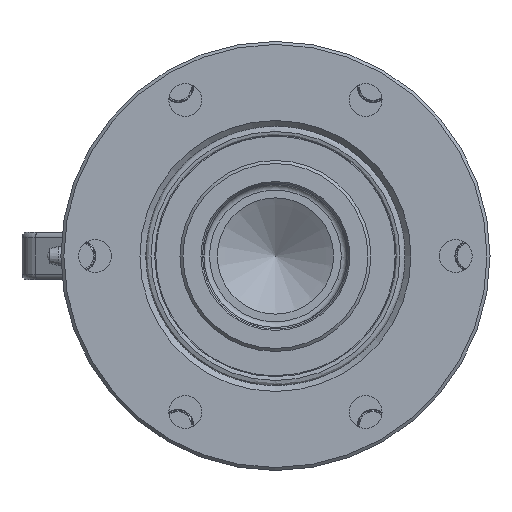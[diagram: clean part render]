
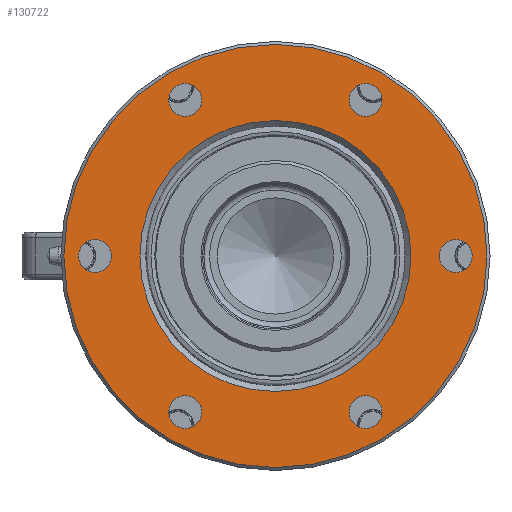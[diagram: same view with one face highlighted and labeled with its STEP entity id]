
A CAD part, left-side view. The second image highlights one B-rep face of the part: STEP entity #130722.
In plain terms, the highlighted planar face has unit normal (-1, 0, 0).
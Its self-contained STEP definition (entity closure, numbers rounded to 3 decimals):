
#2192=FACE_BOUND('',#48946,.T.);
#2193=FACE_BOUND('',#48947,.T.);
#2194=FACE_BOUND('',#48948,.T.);
#2195=FACE_BOUND('',#48949,.T.);
#2196=FACE_BOUND('',#48950,.T.);
#2197=FACE_BOUND('',#48951,.T.);
#2198=FACE_BOUND('',#48952,.T.);
#35003=PLANE('',#137422);
#41730=FACE_OUTER_BOUND('',#48945,.T.);
#48945=EDGE_LOOP('',(#108370));
#48946=EDGE_LOOP('',(#108371));
#48947=EDGE_LOOP('',(#108372));
#48948=EDGE_LOOP('',(#108373));
#48949=EDGE_LOOP('',(#108374));
#48950=EDGE_LOOP('',(#108375));
#48951=EDGE_LOOP('',(#108376));
#48952=EDGE_LOOP('',(#108377));
#51738=CIRCLE('',#137386,72.185);
#51742=CIRCLE('',#137393,8.75);
#51744=CIRCLE('',#137396,8.75);
#51746=CIRCLE('',#137399,8.75);
#51748=CIRCLE('',#137402,8.75);
#51750=CIRCLE('',#137405,8.75);
#51752=CIRCLE('',#137408,8.75);
#51761=CIRCLE('',#137423,112.7);
#61618=VERTEX_POINT('',#209825);
#61619=VERTEX_POINT('',#209834);
#61621=VERTEX_POINT('',#209840);
#61623=VERTEX_POINT('',#209846);
#61625=VERTEX_POINT('',#209852);
#61627=VERTEX_POINT('',#209858);
#61629=VERTEX_POINT('',#209864);
#61637=VERTEX_POINT('',#209891);
#77710=EDGE_CURVE('',#61618,#61618,#51738,.T.);
#77714=EDGE_CURVE('',#61619,#61619,#51742,.T.);
#77717=EDGE_CURVE('',#61621,#61621,#51744,.T.);
#77720=EDGE_CURVE('',#61623,#61623,#51746,.T.);
#77723=EDGE_CURVE('',#61625,#61625,#51748,.T.);
#77726=EDGE_CURVE('',#61627,#61627,#51750,.T.);
#77729=EDGE_CURVE('',#61629,#61629,#51752,.T.);
#77742=EDGE_CURVE('',#61637,#61637,#51761,.T.);
#108370=ORIENTED_EDGE('',*,*,#77742,.F.);
#108371=ORIENTED_EDGE('',*,*,#77710,.T.);
#108372=ORIENTED_EDGE('',*,*,#77714,.T.);
#108373=ORIENTED_EDGE('',*,*,#77717,.T.);
#108374=ORIENTED_EDGE('',*,*,#77720,.T.);
#108375=ORIENTED_EDGE('',*,*,#77723,.T.);
#108376=ORIENTED_EDGE('',*,*,#77726,.T.);
#108377=ORIENTED_EDGE('',*,*,#77729,.T.);
#130722=ADVANCED_FACE('',(#41730,#2192,#2193,#2194,#2195,#2196,#2197,#2198),
#35003,.T.);
#137386=AXIS2_PLACEMENT_3D('',#209827,#158216,#158217);
#137393=AXIS2_PLACEMENT_3D('',#209835,#158230,#158231);
#137396=AXIS2_PLACEMENT_3D('',#209841,#158237,#158238);
#137399=AXIS2_PLACEMENT_3D('',#209847,#158244,#158245);
#137402=AXIS2_PLACEMENT_3D('',#209853,#158251,#158252);
#137405=AXIS2_PLACEMENT_3D('',#209859,#158258,#158259);
#137408=AXIS2_PLACEMENT_3D('',#209865,#158265,#158266);
#137422=AXIS2_PLACEMENT_3D('',#209890,#158297,#158298);
#137423=AXIS2_PLACEMENT_3D('',#209892,#158299,#158300);
#158216=DIRECTION('center_axis',(1.,0.,0.));
#158217=DIRECTION('ref_axis',(0.,1.,0.));
#158230=DIRECTION('center_axis',(1.,0.,0.));
#158231=DIRECTION('ref_axis',(0.,0.,
1.));
#158237=DIRECTION('center_axis',(1.,0.,0.));
#158238=DIRECTION('ref_axis',(0.,-0.866,0.5));
#158244=DIRECTION('center_axis',(1.,0.,0.));
#158245=DIRECTION('ref_axis',(0.,-0.866,-0.5));
#158251=DIRECTION('center_axis',(1.,0.,0.));
#158252=DIRECTION('ref_axis',(0.,0.,
-1.));
#158258=DIRECTION('center_axis',(1.,0.,0.));
#158259=DIRECTION('ref_axis',(0.,0.866,-0.5));
#158265=DIRECTION('center_axis',(1.,0.,0.));
#158266=DIRECTION('ref_axis',(0.,0.866,0.5));
#158297=DIRECTION('center_axis',(-1.,0.,0.));
#158298=DIRECTION('ref_axis',(0.,0.,
1.));
#158299=DIRECTION('center_axis',(1.,0.,0.));
#158300=DIRECTION('ref_axis',(0.,-1.,0.));
#209825=CARTESIAN_POINT('',(-92.14,-72.185,0.));
#209827=CARTESIAN_POINT('Origin',(-92.14,0.,0.));
#209834=CARTESIAN_POINT('',(-92.14,96.05,-8.75));
#209835=CARTESIAN_POINT('Origin',(-92.14,96.05,0.));
#209840=CARTESIAN_POINT('',(-92.14,55.603,78.807));
#209841=CARTESIAN_POINT('Origin',(-92.14,48.025,83.182));
#209846=CARTESIAN_POINT('',(-92.14,-40.447,87.557));
#209847=CARTESIAN_POINT('Origin',(-92.14,-48.025,83.182));
#209852=CARTESIAN_POINT('',(-92.14,-96.05,8.75));
#209853=CARTESIAN_POINT('Origin',(-92.14,-96.05,0.));
#209858=CARTESIAN_POINT('',(-92.14,-55.603,-78.807));
#209859=CARTESIAN_POINT('Origin',(-92.14,-48.025,-83.182));
#209864=CARTESIAN_POINT('',(-92.14,40.447,-87.557));
#209865=CARTESIAN_POINT('Origin',(-92.14,48.025,-83.182));
#209890=CARTESIAN_POINT('Origin',(-92.14,114.3,0.));
#209891=CARTESIAN_POINT('',(-92.14,112.7,0.));
#209892=CARTESIAN_POINT('Origin',(-92.14,0.,0.));
